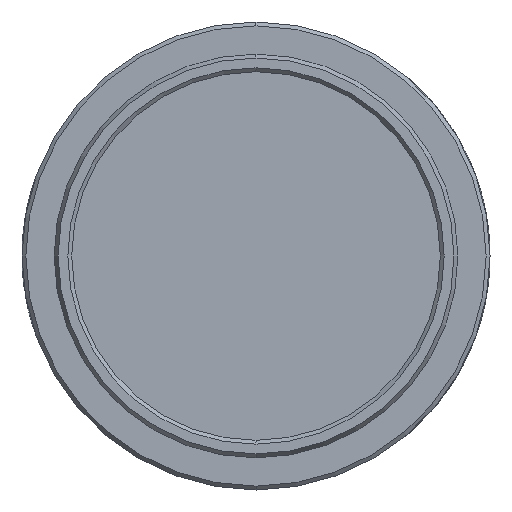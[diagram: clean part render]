
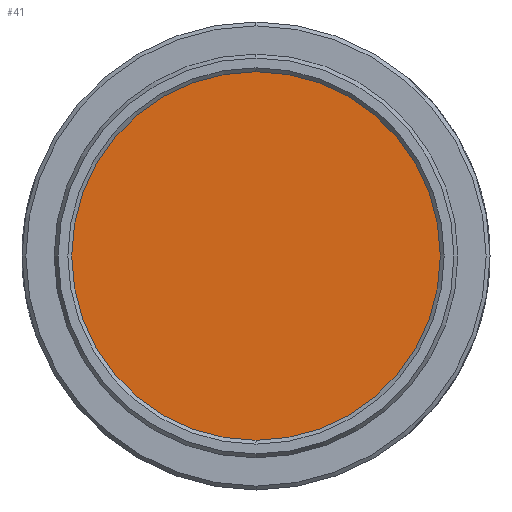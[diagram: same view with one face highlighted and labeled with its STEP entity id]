
A CAD part, left-side view. The second image highlights one B-rep face of the part: STEP entity #41.
In plain terms, the highlighted planar face has unit normal (-1, 0, 0).
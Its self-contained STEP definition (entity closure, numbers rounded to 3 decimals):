
#41 = ADVANCED_FACE ( 'NONE', ( #1079 ), #7515, .F. ) ;
#752 = DIRECTION ( 'NONE',  ( 0., 0.367, -0.93 ) ) ;
#773 = CARTESIAN_POINT ( 'NONE',  ( -7.62, 4.661, -11.814 ) ) ;
#1079 = FACE_OUTER_BOUND ( 'NONE', #6418, .T. ) ;
#1556 = CARTESIAN_POINT ( 'NONE',  ( -7.62, 0., 0. ) ) ;
#1905 = AXIS2_PLACEMENT_3D ( 'NONE', #9341, #5718, #7135 ) ;
#2567 = CIRCLE ( 'NONE', #1905, 12.7 ) ;
#2855 = AXIS2_PLACEMENT_3D ( 'NONE', #1556, #8844, #752 ) ;
#3271 = CARTESIAN_POINT ( 'NONE',  ( -7.62, -4.661, 11.814 ) ) ;
#3346 = VERTEX_POINT ( 'NONE', #3271 ) ;
#3995 = EDGE_CURVE ( 'NONE', #3346, #7465, #7727, .T. ) ;
#4520 = DIRECTION ( 'NONE',  ( 0., 0.367, -0.93 ) ) ;
#4690 = ORIENTED_EDGE ( 'NONE', *, *, #7297, .F. ) ;
#5148 = AXIS2_PLACEMENT_3D ( 'NONE', #5925, #6770, #4520 ) ;
#5718 = DIRECTION ( 'NONE',  ( 1., 0., 0. ) ) ;
#5925 = CARTESIAN_POINT ( 'NONE',  ( -7.62, 0., 0. ) ) ;
#6418 = EDGE_LOOP ( 'NONE', ( #4690, #9280 ) ) ;
#6770 = DIRECTION ( 'NONE',  ( 1., 0., 0. ) ) ;
#7135 = DIRECTION ( 'NONE',  ( 0., 0.367, -0.93 ) ) ;
#7297 = EDGE_CURVE ( 'NONE', #7465, #3346, #2567, .T. ) ;
#7465 = VERTEX_POINT ( 'NONE', #773 ) ;
#7515 = PLANE ( 'NONE',  #5148 ) ;
#7727 = CIRCLE ( 'NONE', #2855, 12.7 ) ;
#8844 = DIRECTION ( 'NONE',  ( 1., 0., 0. ) ) ;
#9280 = ORIENTED_EDGE ( 'NONE', *, *, #3995, .F. ) ;
#9341 = CARTESIAN_POINT ( 'NONE',  ( -7.62, 0., 0. ) ) ;
